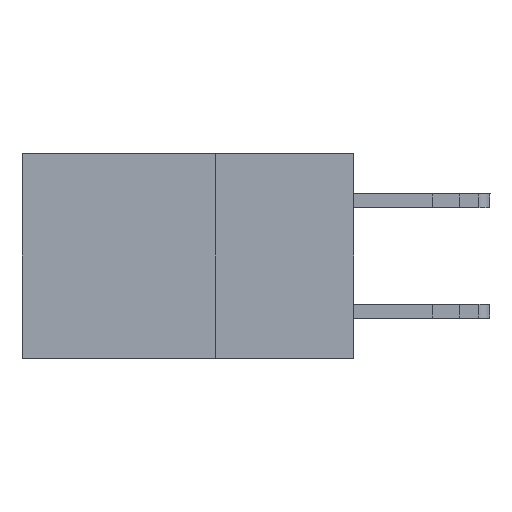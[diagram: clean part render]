
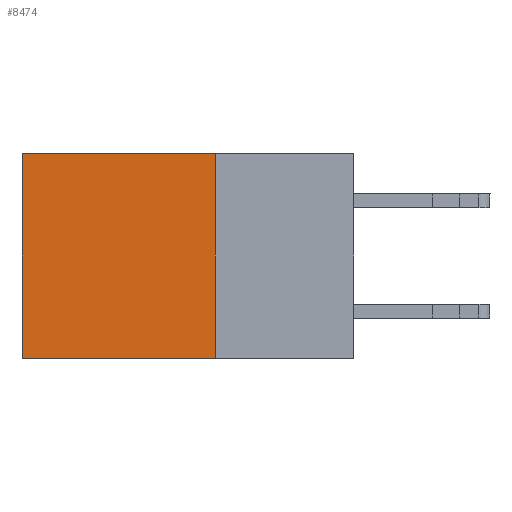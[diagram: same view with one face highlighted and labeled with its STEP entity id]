
A CAD part, left-side view. The second image highlights one B-rep face of the part: STEP entity #8474.
In plain terms, the highlighted planar face has unit normal (-1, 0, 0).
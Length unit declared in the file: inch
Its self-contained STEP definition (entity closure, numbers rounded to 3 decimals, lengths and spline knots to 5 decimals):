
#75 = ORIENTED_EDGE ( 'NONE', *, *, #10662, .F. ) ;
#184 = EDGE_CURVE ( 'NONE', #1351, #11573, #4000, .T. ) ;
#295 = ORIENTED_EDGE ( 'NONE', *, *, #1744, .T. ) ;
#697 = LINE ( 'NONE', #3204, #3758 ) ;
#1351 = VERTEX_POINT ( 'NONE', #4806 ) ;
#1744 = EDGE_CURVE ( 'NONE', #11573, #8531, #15210, .T. ) ;
#1878 = DIRECTION ( 'NONE',  ( 0., 0., -1. ) ) ;
#1933 = DIRECTION ( 'NONE',  ( 0., 0., -1. ) ) ;
#2045 = EDGE_LOOP ( 'NONE', ( #295, #7023, #75, #13377 ) ) ;
#2663 = LINE ( 'NONE', #10594, #8638 ) ;
#3204 = CARTESIAN_POINT ( 'NONE',  ( 0.2875, 0.25, 0. ) ) ;
#3758 = VECTOR ( 'NONE', #1878, 39.37008 ) ;
#4000 = LINE ( 'NONE', #6652, #7159 ) ;
#4014 = CARTESIAN_POINT ( 'NONE',  ( 0.2875, 0.25, -0.37 ) ) ;
#4806 = CARTESIAN_POINT ( 'NONE',  ( 0.2875, 0.25, 0. ) ) ;
#6522 = DIRECTION ( 'NONE',  ( 0., 1., 0. ) ) ;
#6652 = CARTESIAN_POINT ( 'NONE',  ( 0.2875, 0.25, 0. ) ) ;
#6819 = CARTESIAN_POINT ( 'NONE',  ( 0.2875, 0.25, 0. ) ) ;
#7023 = ORIENTED_EDGE ( 'NONE', *, *, #8021, .F. ) ;
#7159 = VECTOR ( 'NONE', #6522, 39.37008 ) ;
#7588 = AXIS2_PLACEMENT_3D ( 'NONE', #6819, #9145, #1933 ) ;
#7936 = DIRECTION ( 'NONE',  ( 0., 0., -1. ) ) ;
#8021 = EDGE_CURVE ( 'NONE', #10247, #8531, #2663, .T. ) ;
#8474 = ADVANCED_FACE ( 'NONE', ( #8624 ), #13624, .F. ) ;
#8531 = VERTEX_POINT ( 'NONE', #11509 ) ;
#8624 = FACE_OUTER_BOUND ( 'NONE', #2045, .T. ) ;
#8638 = VECTOR ( 'NONE', #11730, 39.37008 ) ;
#9145 = DIRECTION ( 'NONE',  ( 1., 0., 0. ) ) ;
#10247 = VERTEX_POINT ( 'NONE', #4014 ) ;
#10594 = CARTESIAN_POINT ( 'NONE',  ( 0.2875, 0.25, -0.37 ) ) ;
#10662 = EDGE_CURVE ( 'NONE', #1351, #10247, #697, .T. ) ;
#11509 = CARTESIAN_POINT ( 'NONE',  ( 0.2875, 0.6, -0.37 ) ) ;
#11573 = VERTEX_POINT ( 'NONE', #14024 ) ;
#11730 = DIRECTION ( 'NONE',  ( 0., 1., 0. ) ) ;
#12227 = VECTOR ( 'NONE', #7936, 39.37008 ) ;
#13377 = ORIENTED_EDGE ( 'NONE', *, *, #184, .T. ) ;
#13624 = PLANE ( 'NONE',  #7588 ) ;
#14024 = CARTESIAN_POINT ( 'NONE',  ( 0.2875, 0.6, 0. ) ) ;
#14729 = CARTESIAN_POINT ( 'NONE',  ( 0.2875, 0.6, 0. ) ) ;
#15210 = LINE ( 'NONE', #14729, #12227 ) ;
